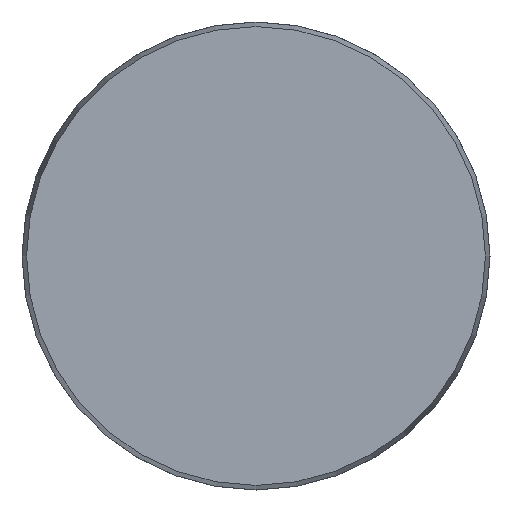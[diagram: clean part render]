
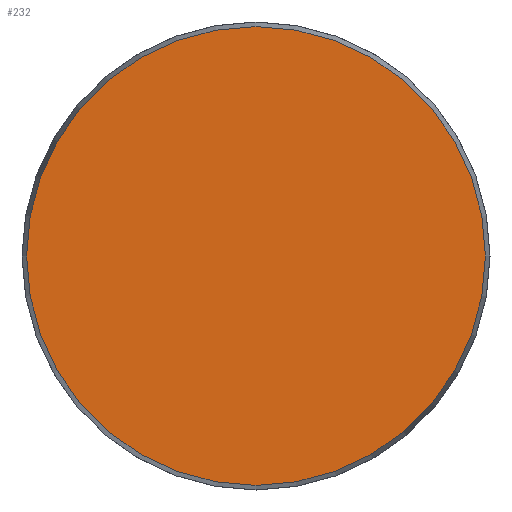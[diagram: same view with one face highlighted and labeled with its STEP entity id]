
A CAD part, front view. The second image highlights one B-rep face of the part: STEP entity #232.
In plain terms, the highlighted planar face has unit normal (0, -1, 0).
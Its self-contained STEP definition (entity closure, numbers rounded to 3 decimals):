
#19 = DIRECTION ( 'NONE',  ( 0., 0., -1. ) ) ;
#51 = VERTEX_POINT ( 'NONE', #670 ) ;
#70 = CARTESIAN_POINT ( 'NONE',  ( -28.425, 0., 0. ) ) ;
#159 = CIRCLE ( 'NONE', #713, 28.425 ) ;
#185 = DIRECTION ( 'NONE',  ( 0., 1., 0. ) ) ;
#197 = EDGE_CURVE ( 'NONE', #51, #51, #159, .T. ) ;
#231 = FACE_OUTER_BOUND ( 'NONE', #371, .T. ) ;
#232 = ADVANCED_FACE ( 'NONE', ( #231 ), #452, .F. ) ;
#371 = EDGE_LOOP ( 'NONE', ( #666 ) ) ;
#399 = AXIS2_PLACEMENT_3D ( 'NONE', #70, #185, #671 ) ;
#425 = CARTESIAN_POINT ( 'NONE',  ( 0., 0., 0. ) ) ;
#452 = PLANE ( 'NONE',  #399 ) ;
#461 = DIRECTION ( 'NONE',  ( 0., -1., 0. ) ) ;
#666 = ORIENTED_EDGE ( 'NONE', *, *, #197, .T. ) ;
#670 = CARTESIAN_POINT ( 'NONE',  ( 0., 0., -28.425 ) ) ;
#671 = DIRECTION ( 'NONE',  ( 0., 0., 1. ) ) ;
#713 = AXIS2_PLACEMENT_3D ( 'NONE', #425, #461, #19 ) ;
